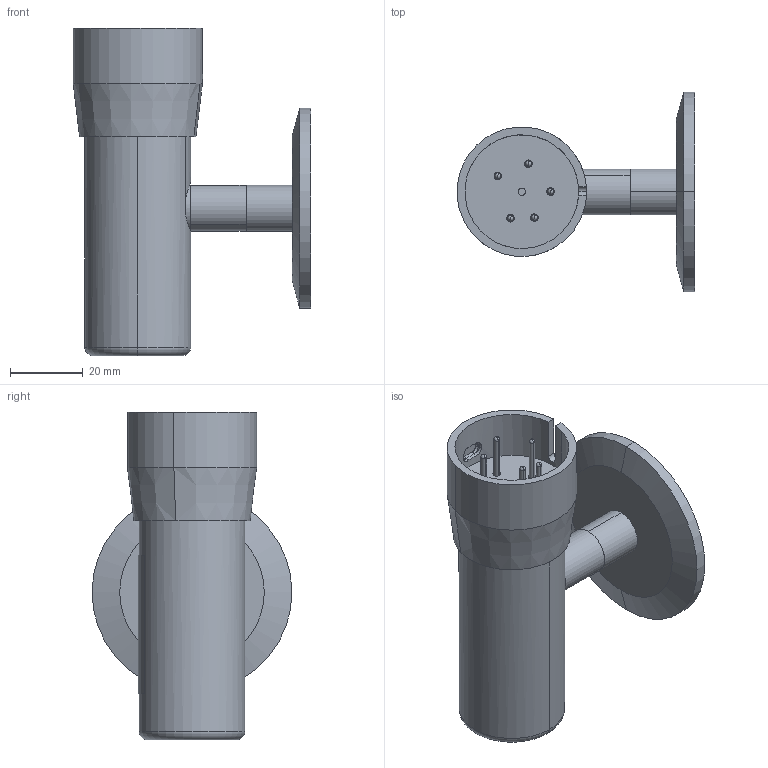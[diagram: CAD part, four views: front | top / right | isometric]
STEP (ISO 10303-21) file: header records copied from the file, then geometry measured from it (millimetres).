
FILE_DESCRIPTION (( 'STEP AP214' ), '1' );
FILE_NAME ('352-502 PGE050 40KF.STEP', '2022-11-29T17:09:02', ( '' ), ( '' ), 'SwSTEP 2.0', 'SolidWorks 2021', '' );
FILE_SCHEMA (( 'AUTOMOTIVE_DESIGN' ));
Length unit declared in the file: inch
Products named in the file (1): 352-502 PGE050 40KF
Bounding box: 65.24 x 54.86 x 89.94 mm (x, y, z)
Surface area: 29476.5 mm2 (no closed solid volume)
Topology: 0 solids, 13 shells, 129 faces, 380 edges, 251 vertices
Faces by surface type: cylinder 65, plane 27, sphere 10, bspline 10, torus 10, cone 7
Entity records: 6754 total; most frequent: CARTESIAN_POINT 1777, DIRECTION 728, ORIENTED_EDGE 596, EDGE_CURVE 360, AXIS2_PLACEMENT_3D 300, VERTEX_POINT 241, CIRCLE 180, EDGE_LOOP 144
